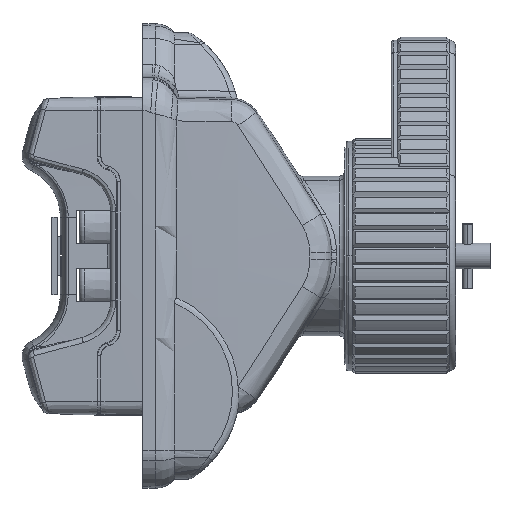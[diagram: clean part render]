
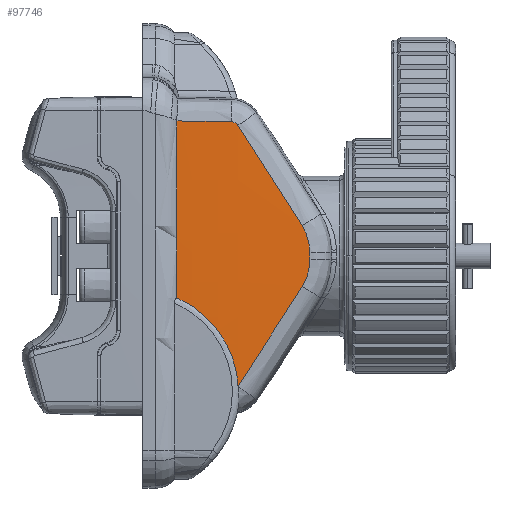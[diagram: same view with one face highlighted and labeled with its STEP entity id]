
A CAD part, left-side view. The second image highlights one B-rep face of the part: STEP entity #97746.
In plain terms, the highlighted face is a revolution surface.
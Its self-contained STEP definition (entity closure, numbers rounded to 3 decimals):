
#26288=CARTESIAN_POINT('',(-17.067,-14.3,
-6.485));
#26293=CARTESIAN_POINT('',(-17.067,-14.3,
-6.485));
#26294=CARTESIAN_POINT('',(-17.064,-14.952,
-6.774));
#26295=CARTESIAN_POINT('',(-17.054,-16.221,
-7.44));
#26296=CARTESIAN_POINT('',(-17.031,-17.986,
-8.693));
#26297=CARTESIAN_POINT('',(-17.002,-19.578,
-10.181));
#26298=CARTESIAN_POINT('',(-16.967,-20.989,
-11.922));
#26299=CARTESIAN_POINT('',(-16.929,-22.15,
-13.857));
#26300=CARTESIAN_POINT('',(-16.891,-23.028,
-15.959));
#26301=CARTESIAN_POINT('',(-16.855,-23.574,
-18.049));
#26302=CARTESIAN_POINT('',(-16.832,-23.75,
-19.515));
#26303=CARTESIAN_POINT('',(-16.822,-23.786,
-20.25));
#29190=CARTESIAN_POINT('',(-16.935,-14.3,
20.971));
#29195=CARTESIAN_POINT('',(1483.1,-14.3,0.));
#29196=DIRECTION('',(0.,1.,0.));
#29197=DIRECTION('',(-1.,0.,-0.004));
#29198=AXIS2_PLACEMENT_3D('',#29195,#29196,#29197);
#29203=CARTESIAN_POINT('',(-16.935,-14.3,
20.971));
#29204=CARTESIAN_POINT('',(-16.935,-14.398,
20.969));
#29205=CARTESIAN_POINT('',(-16.934,-14.594,
20.966));
#29206=CARTESIAN_POINT('',(-16.933,-14.791,
20.963));
#29207=CARTESIAN_POINT('',(-16.933,-14.889,
20.962));
#29212=CARTESIAN_POINT('',(-16.933,-14.889,
20.962));
#29213=CARTESIAN_POINT('',(-16.93,-15.543,
20.951));
#29214=CARTESIAN_POINT('',(-16.921,-16.851,
20.926));
#29215=CARTESIAN_POINT('',(-16.901,-18.814,
20.893));
#29216=CARTESIAN_POINT('',(-16.873,-20.776,
20.86));
#29217=CARTESIAN_POINT('',(-16.849,-22.085,
20.837));
#29218=CARTESIAN_POINT('',(-16.836,-22.739,
20.826));
#29223=CARTESIAN_POINT('',(-16.836,-22.739,
20.826));
#29224=CARTESIAN_POINT('',(-16.835,-22.821,
20.825));
#29225=CARTESIAN_POINT('',(-16.832,-22.981,
20.807));
#29226=CARTESIAN_POINT('',(-16.828,-23.215,
20.734));
#29227=CARTESIAN_POINT('',(-16.825,-23.43,
20.619));
#29228=CARTESIAN_POINT('',(-16.822,-23.619,
20.465));
#29229=CARTESIAN_POINT('',(-16.822,-23.723,
20.341));
#29230=CARTESIAN_POINT('',(-16.822,-23.769,
20.274));
#29235=CARTESIAN_POINT('',(-16.822,-23.769,
20.274));
#29236=CARTESIAN_POINT('',(-16.819,-24.929,
18.587));
#29237=CARTESIAN_POINT('',(-16.799,-27.215,
15.187));
#29238=CARTESIAN_POINT('',(-16.734,-30.543,
10.011));
#29239=CARTESIAN_POINT('',(-16.667,-32.693,
6.511));
#29240=CARTESIAN_POINT('',(-16.628,-33.75,
4.749));
#29245=CARTESIAN_POINT('',(-16.628,-33.75,
4.749));
#29246=CARTESIAN_POINT('',(-16.62,-33.943,
4.428));
#29247=CARTESIAN_POINT('',(-16.608,-34.281,
3.767));
#29248=CARTESIAN_POINT('',(-16.594,-34.652,
2.711));
#29249=CARTESIAN_POINT('',(-16.585,-34.877,
1.615));
#29250=CARTESIAN_POINT('',(-16.584,-34.928,
0.875));
#29251=CARTESIAN_POINT('',(-16.584,-34.928,
0.501));
#29256=CARTESIAN_POINT('',(-16.584,-34.928,
0.501));
#29257=CARTESIAN_POINT('',(-16.584,-34.928,
0.167));
#29258=CARTESIAN_POINT('',(-16.584,-34.928,
-0.167));
#29259=CARTESIAN_POINT('',(-16.584,-34.928,
-0.501));
#29264=CARTESIAN_POINT('',(-16.584,-34.928,
-0.501));
#29265=CARTESIAN_POINT('',(-16.584,-34.928,
-0.875));
#29266=CARTESIAN_POINT('',(-16.585,-34.877,
-1.615));
#29267=CARTESIAN_POINT('',(-16.594,-34.652,
-2.711));
#29268=CARTESIAN_POINT('',(-16.608,-34.281,
-3.767));
#29269=CARTESIAN_POINT('',(-16.62,-33.943,
-4.428));
#29270=CARTESIAN_POINT('',(-16.628,-33.75,
-4.749));
#29275=CARTESIAN_POINT('',(-16.822,-23.786,
-20.25));
#29276=CARTESIAN_POINT('',(-16.818,-24.943,
-18.566));
#29277=CARTESIAN_POINT('',(-16.799,-27.226,
-15.171));
#29278=CARTESIAN_POINT('',(-16.734,-30.549,
-10.003));
#29279=CARTESIAN_POINT('',(-16.667,-32.695,
-6.508));
#29280=CARTESIAN_POINT('',(-16.628,-33.75,
-4.749));
#57592=VERTEX_POINT('',#29264);
#57593=VERTEX_POINT('',#29270);
#57594=VERTEX_POINT('',#29256);
#57595=VERTEX_POINT('',#29245);
#57598=VERTEX_POINT('',#29235);
#57600=VERTEX_POINT('',#29223);
#57802=VERTEX_POINT('',#29190);
#57806=VERTEX_POINT('',#29207);
#58021=VERTEX_POINT('',#26288);
#58033=VERTEX_POINT('',#29275);
#97712=CARTESIAN_POINT('',(982.76,-10.81,
21.383));
#97713=CARTESIAN_POINT('',(982.816,-10.81,
17.423));
#97714=CARTESIAN_POINT('',(982.922,-10.809,
7.128));
#97715=CARTESIAN_POINT('',(982.922,-10.809,
-6.888));
#97716=CARTESIAN_POINT('',(982.821,-10.81,
-16.942));
#97717=CARTESIAN_POINT('',(982.77,-10.81,
-20.662));
#97722=CARTESIAN_POINT('',(482.915,-12.555,1.));
#97723=DIRECTION('',(0.,0.,-1.));
#97724=AXIS1_PLACEMENT('',#97722,#97723);
#97725=SURFACE_OF_REVOLUTION('',#97718,#97724);
#97727=ORIENTED_EDGE('',*,*,#97726,.F.);
#97728=ORIENTED_EDGE('',*,*,#92348,.F.);
#97729=ORIENTED_EDGE('',*,*,#97687,.T.);
#97731=ORIENTED_EDGE('',*,*,#97730,.T.);
#97733=ORIENTED_EDGE('',*,*,#97732,.T.);
#97735=ORIENTED_EDGE('',*,*,#97734,.T.);
#97737=ORIENTED_EDGE('',*,*,#97736,.T.);
#97739=ORIENTED_EDGE('',*,*,#97738,.T.);
#97741=ORIENTED_EDGE('',*,*,#97740,.T.);
#97743=ORIENTED_EDGE('',*,*,#97742,.T.);
#97744=EDGE_LOOP('',(#97727,#97728,#97729,#97731,#97733,#97735,#97737,#97739,
#97741,#97743));
#97745=FACE_OUTER_BOUND('',#97744,.F.);
#97746=ADVANCED_FACE('',(#97745),#97725,.T.);
#26304=B_SPLINE_CURVE_WITH_KNOTS('',3,(#26293,#26294,#26295,#26296,#26297,
#26298,#26299,#26300,#26301,#26302,#26303),.UNSPECIFIED.,.F.,.F.,(4,1,1,1,1,1,1,
1,4),(0.,0.125,0.25,0.375,0.5,0.625,0.75,0.875,1.),
.UNSPECIFIED.);
#29199=CIRCLE('',#29198,1500.181);
#29208=B_SPLINE_CURVE_WITH_KNOTS('',3,(#29203,#29204,#29205,#29206,#29207),
.UNSPECIFIED.,.F.,.F.,(4,1,4),(0.,0.5,1.),.UNSPECIFIED.);
#29219=B_SPLINE_CURVE_WITH_KNOTS('',3,(#29212,#29213,#29214,#29215,#29216,
#29217,#29218),.UNSPECIFIED.,.F.,.F.,(4,1,1,1,4),(0.,0.25,0.5,0.75,
1.),.UNSPECIFIED.);
#29231=B_SPLINE_CURVE_WITH_KNOTS('',3,(#29223,#29224,#29225,#29226,#29227,
#29228,#29229,#29230),.UNSPECIFIED.,.F.,.F.,(4,1,1,1,1,4),(0.,0.2,0.4,
0.6,0.8,1.),.UNSPECIFIED.);
#29241=B_SPLINE_CURVE_WITH_KNOTS('',3,(#29235,#29236,#29237,#29238,#29239,
#29240),.UNSPECIFIED.,.F.,.F.,(4,1,1,4),(0.,0.333,
0.667,1.),.UNSPECIFIED.);
#29252=B_SPLINE_CURVE_WITH_KNOTS('',3,(#29245,#29246,#29247,#29248,#29249,
#29250,#29251),.UNSPECIFIED.,.F.,.F.,(4,1,1,1,4),(0.,0.25,0.5,0.75,
1.),.UNSPECIFIED.);
#29260=B_SPLINE_CURVE_WITH_KNOTS('',3,(#29256,#29257,#29258,#29259),
.UNSPECIFIED.,.F.,.F.,(4,4),(0.,1.),.UNSPECIFIED.);
#29271=B_SPLINE_CURVE_WITH_KNOTS('',3,(#29264,#29265,#29266,#29267,#29268,
#29269,#29270),.UNSPECIFIED.,.F.,.F.,(4,1,1,1,4),(0.,0.25,0.5,0.75,
1.),.UNSPECIFIED.);
#29281=B_SPLINE_CURVE_WITH_KNOTS('',3,(#29275,#29276,#29277,#29278,#29279,
#29280),.UNSPECIFIED.,.F.,.F.,(4,1,1,4),(0.,0.333,
0.667,1.),.UNSPECIFIED.);
#92348=EDGE_CURVE('',#58021,#58033,#26304,.T.);
#97687=EDGE_CURVE('',#58021,#57802,#29199,.T.);
#97718=B_SPLINE_CURVE_WITH_KNOTS('',3,(#97712,#97713,#97714,#97715,#97716,
#97717),.UNSPECIFIED.,.F.,.F.,(4,1,1,4),(0.,0.283,
0.735,1.),.UNSPECIFIED.);
#97726=EDGE_CURVE('',#58033,#57593,#29281,.T.);
#97730=EDGE_CURVE('',#57802,#57806,#29208,.T.);
#97732=EDGE_CURVE('',#57806,#57600,#29219,.T.);
#97734=EDGE_CURVE('',#57600,#57598,#29231,.T.);
#97736=EDGE_CURVE('',#57598,#57595,#29241,.T.);
#97738=EDGE_CURVE('',#57595,#57594,#29252,.T.);
#97740=EDGE_CURVE('',#57594,#57592,#29260,.T.);
#97742=EDGE_CURVE('',#57592,#57593,#29271,.T.);
